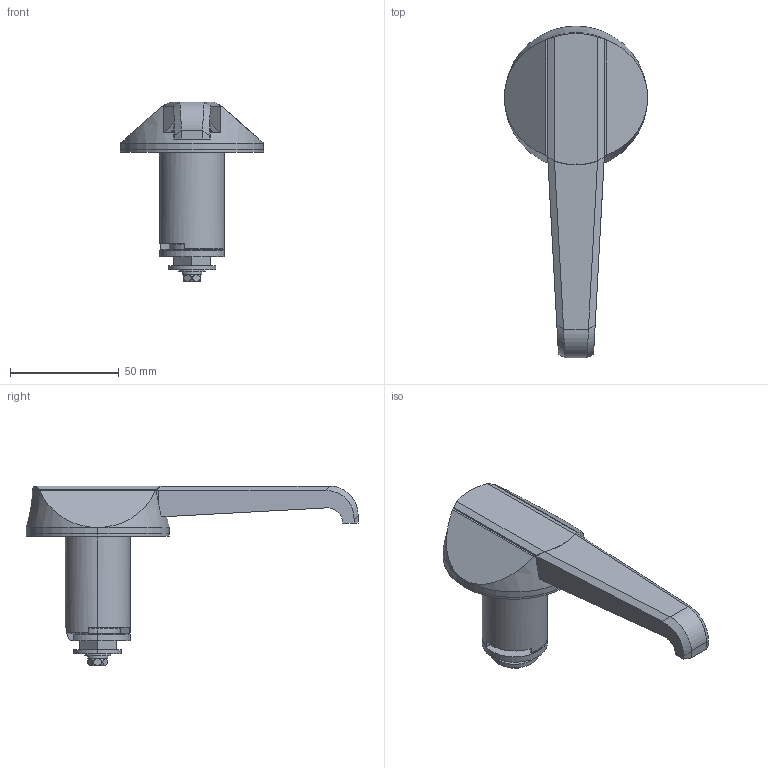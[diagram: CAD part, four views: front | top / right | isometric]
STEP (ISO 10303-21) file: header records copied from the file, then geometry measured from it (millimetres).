
FILE_DESCRIPTION (( 'STEP AP203' ), '1' );
FILE_NAME ('sone3D.STEP', '2013-12-03T06:43:33', ( '' ), ( '' ), 'SwSTEP 2.0', 'SolidWorks 2012', '' );
FILE_SCHEMA (( 'CONFIG_CONTROL_DESIGN' ));
Length unit declared in the file: millimetre
Products named in the file (14): sone3D; A-430-1パッキン_; #2001儘乕僞乕__#2001_; 十字穴付き六角ボルトM5; 暯儚僢僔儍乕M5暲娵_M5-冇12亊冇5.3亊t0.8; スプリングワッシャーM5_JIS B 1251 No.2 5; 廫帤寠晅偒榋妏儃儖僩M5_M5亊10; A-430-1スペーサー_; A-430-1圧入リング_; A-430-1ストッパー_; A-430-1キャップ_; A-430-1シャフト_; A-430-1受座_; A-430-1ハンドル_
Assembly tree (13 placements, depth 3):
  sone3D
    A-430-1ハンドル_
    A-430-1受座_
    A-430-1シャフト_
    A-430-1キャップ_
    A-430-1ストッパー_
    A-430-1圧入リング_
    A-430-1スペーサー_
    十字穴付き六角ボルトM5
      廫帤寠晅偒榋妏儃儖僩M5_M5亊10
      スプリングワッシャーM5_JIS B 1251 No.2 5
      暯儚僢僔儍乕M5暲娵_M5-冇12亊冇5.3亊t0.8
    #2001儘乕僞乕__#2001_
    A-430-1パッキン_
Bounding box: 66 x 153 x 82.8 mm (x, y, z)
Volume: 86581.7 mm3; surface area: 62900.9 mm2
Topology: 12 solids, 12 shells, 445 faces, 1134 edges, 738 vertices
Faces by surface type: plane 217, cylinder 172, cone 29, torus 24, bspline 3
Entity records: 15802 total; most frequent: CARTESIAN_POINT 3381, DIRECTION 2345, ORIENTED_EDGE 2260, EDGE_CURVE 1130, AXIS2_PLACEMENT_3D 880, VERTEX_POINT 738, LINE 585, VECTOR 585
